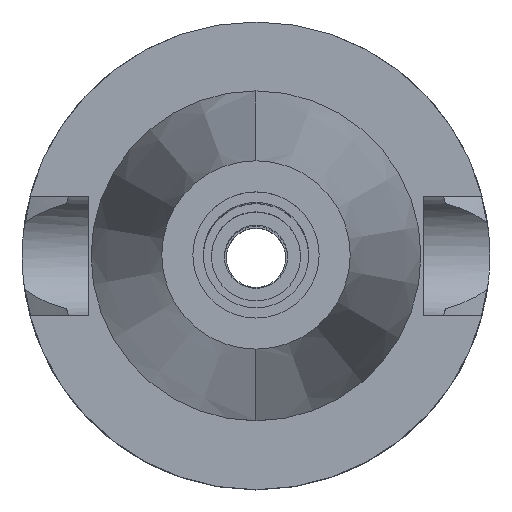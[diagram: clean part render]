
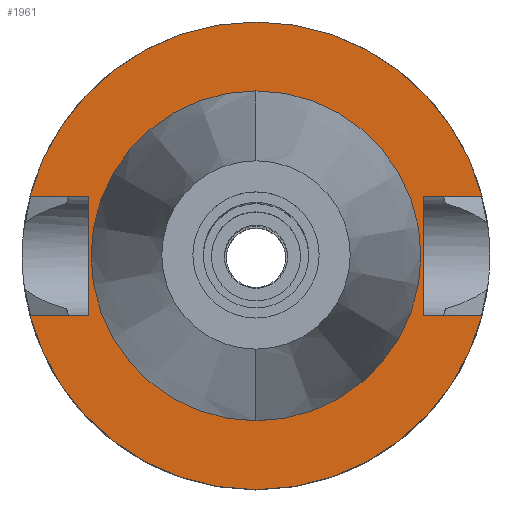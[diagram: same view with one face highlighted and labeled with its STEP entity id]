
A CAD part, top view. The second image highlights one B-rep face of the part: STEP entity #1961.
In plain terms, the highlighted planar face has unit normal (0, 0, 1).
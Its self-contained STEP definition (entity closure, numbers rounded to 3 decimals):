
#792=DIRECTION('',(1.,0.,0.));
#793=VECTOR('',#792,7.954);
#794=CARTESIAN_POINT('',(22.5,8.05,-1.));
#795=LINE('',#794,#793);
#839=DIRECTION('',(0.,1.,0.));
#840=VECTOR('',#839,16.1);
#841=CARTESIAN_POINT('',(-22.5,-8.05,-1.));
#842=LINE('',#841,#840);
#846=DIRECTION('',(-1.,0.,0.));
#847=VECTOR('',#846,7.954);
#848=CARTESIAN_POINT('',(-22.5,8.05,-1.));
#849=LINE('',#848,#847);
#853=CARTESIAN_POINT('',(0.,0.,-1.));
#854=DIRECTION('',(0.,0.,-1.));
#855=DIRECTION('',(-0.967,0.256,0.));
#856=AXIS2_PLACEMENT_3D('',#853,#854,#855);
#861=CARTESIAN_POINT('',(0.,0.,-1.));
#862=DIRECTION('',(0.,0.,-1.));
#863=DIRECTION('',(0.,1.,0.));
#864=AXIS2_PLACEMENT_3D('',#861,#862,#863);
#869=DIRECTION('',(0.,-1.,0.));
#870=VECTOR('',#869,16.1);
#871=CARTESIAN_POINT('',(22.5,8.05,-1.));
#872=LINE('',#871,#870);
#876=DIRECTION('',(1.,0.,0.));
#877=VECTOR('',#876,7.954);
#878=CARTESIAN_POINT('',(22.5,-8.05,-1.));
#879=LINE('',#878,#877);
#883=CARTESIAN_POINT('',(0.,0.,-1.));
#884=DIRECTION('',(0.,0.,-1.));
#885=DIRECTION('',(0.967,-0.256,0.));
#886=AXIS2_PLACEMENT_3D('',#883,#884,#885);
#891=CARTESIAN_POINT('',(0.,0.,-1.));
#892=DIRECTION('',(0.,0.,-1.));
#893=DIRECTION('',(0.,-1.,0.));
#894=AXIS2_PLACEMENT_3D('',#891,#892,#893);
#899=CARTESIAN_POINT('',(0.,0.,-1.));
#900=DIRECTION('',(0.,0.,1.));
#901=DIRECTION('',(0.,-1.,0.));
#902=AXIS2_PLACEMENT_3D('',#899,#900,#901);
#907=CARTESIAN_POINT('',(0.,0.,-1.));
#908=DIRECTION('',(0.,0.,1.));
#909=DIRECTION('',(0.,1.,0.));
#910=AXIS2_PLACEMENT_3D('',#907,#908,#909);
#945=DIRECTION('',(-1.,0.,0.));
#946=VECTOR('',#945,7.954);
#947=CARTESIAN_POINT('',(-22.5,-8.05,-1.));
#948=LINE('',#947,#946);
#1211=CARTESIAN_POINT('',(-22.5,-8.05,-1.));
#1212=VERTEX_POINT('',#1211);
#1213=CARTESIAN_POINT('',(-30.454,-8.05,-1.));
#1214=VERTEX_POINT('',#1213);
#1217=CARTESIAN_POINT('',(-22.5,8.05,-1.));
#1218=VERTEX_POINT('',#1217);
#1219=CARTESIAN_POINT('',(-30.454,8.05,-1.));
#1220=VERTEX_POINT('',#1219);
#1221=CARTESIAN_POINT('',(0.,31.5,-1.));
#1222=CARTESIAN_POINT('',(30.454,8.05,-1.));
#1223=VERTEX_POINT('',#1221);
#1224=VERTEX_POINT('',#1222);
#1225=CARTESIAN_POINT('',(22.5,8.05,-1.));
#1226=VERTEX_POINT('',#1225);
#1227=CARTESIAN_POINT('',(22.5,-8.05,-1.));
#1228=VERTEX_POINT('',#1227);
#1229=CARTESIAN_POINT('',(30.454,-8.05,-1.));
#1230=VERTEX_POINT('',#1229);
#1231=CARTESIAN_POINT('',(0.,-31.5,-1.));
#1232=VERTEX_POINT('',#1231);
#1233=CARTESIAN_POINT('',(0.,-22.225,-1.));
#1234=CARTESIAN_POINT('',(0.,22.225,-1.));
#1235=VERTEX_POINT('',#1233);
#1236=VERTEX_POINT('',#1234);
#1931=CARTESIAN_POINT('',(0.,0.,-1.));
#1932=DIRECTION('',(0.,0.,-1.));
#1933=DIRECTION('',(0.,-1.,0.));
#1934=AXIS2_PLACEMENT_3D('',#1931,#1932,#1933);
#1935=PLANE('',#1934);
#1937=ORIENTED_EDGE('',*,*,#1936,.T.);
#1938=ORIENTED_EDGE('',*,*,#1874,.T.);
#1940=ORIENTED_EDGE('',*,*,#1939,.T.);
#1942=ORIENTED_EDGE('',*,*,#1941,.T.);
#1943=ORIENTED_EDGE('',*,*,#1908,.F.);
#1944=ORIENTED_EDGE('',*,*,#1921,.T.);
#1946=ORIENTED_EDGE('',*,*,#1945,.T.);
#1948=ORIENTED_EDGE('',*,*,#1947,.T.);
#1950=ORIENTED_EDGE('',*,*,#1949,.T.);
#1952=ORIENTED_EDGE('',*,*,#1951,.F.);
#1953=EDGE_LOOP('',(#1937,#1938,#1940,#1942,#1943,#1944,#1946,#1948,#1950,
#1952));
#1954=FACE_OUTER_BOUND('',#1953,.F.);
#1956=ORIENTED_EDGE('',*,*,#1955,.T.);
#1958=ORIENTED_EDGE('',*,*,#1957,.T.);
#1959=EDGE_LOOP('',(#1956,#1958));
#1960=FACE_BOUND('',#1959,.F.);
#857=CIRCLE('',#856,31.5);
#865=CIRCLE('',#864,31.5);
#887=CIRCLE('',#886,31.5);
#895=CIRCLE('',#894,31.5);
#903=CIRCLE('',#902,22.225);
#911=CIRCLE('',#910,22.225);
#1874=EDGE_CURVE('',#1218,#1220,#849,.T.);
#1908=EDGE_CURVE('',#1226,#1224,#795,.T.);
#1921=EDGE_CURVE('',#1226,#1228,#872,.T.);
#1936=EDGE_CURVE('',#1212,#1218,#842,.T.);
#1939=EDGE_CURVE('',#1220,#1223,#857,.T.);
#1941=EDGE_CURVE('',#1223,#1224,#865,.T.);
#1945=EDGE_CURVE('',#1228,#1230,#879,.T.);
#1947=EDGE_CURVE('',#1230,#1232,#887,.T.);
#1949=EDGE_CURVE('',#1232,#1214,#895,.T.);
#1951=EDGE_CURVE('',#1212,#1214,#948,.T.);
#1955=EDGE_CURVE('',#1235,#1236,#903,.T.);
#1957=EDGE_CURVE('',#1236,#1235,#911,.T.);
#1961=ADVANCED_FACE('',(#1954,#1960),#1935,.F.);
